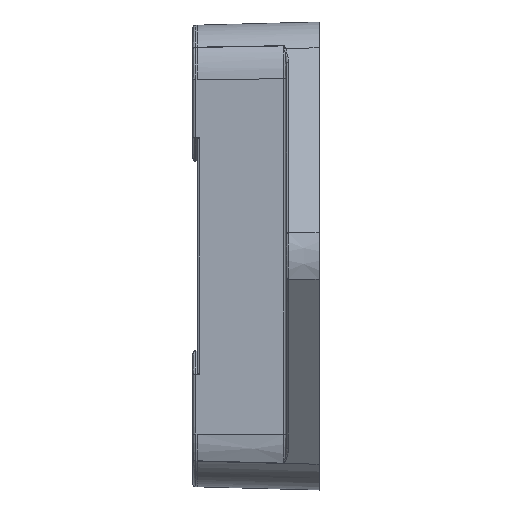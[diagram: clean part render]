
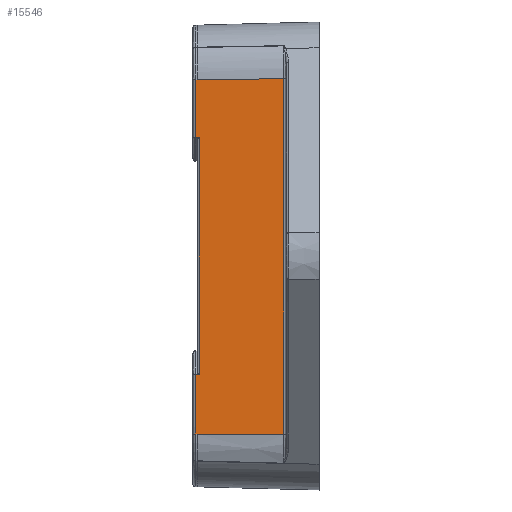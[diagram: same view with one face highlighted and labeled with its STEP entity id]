
A CAD part, left-side view. The second image highlights one B-rep face of the part: STEP entity #15546.
In plain terms, the highlighted planar face has unit normal (-1, 0.026, 0).
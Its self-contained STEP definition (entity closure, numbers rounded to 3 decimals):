
#550 = LINE ( 'NONE', #20082, #17427 ) ;
#944 = CARTESIAN_POINT ( 'NONE',  ( -26.995, 15.008, -21.594 ) ) ;
#982 = CARTESIAN_POINT ( 'NONE',  ( -27.005, 14.605, 14.329 ) ) ;
#1156 = VERTEX_POINT ( 'NONE', #11631 ) ;
#1333 = CARTESIAN_POINT ( 'NONE',  ( -26.996, 14.939, -14.333 ) ) ;
#1513 = DIRECTION ( 'NONE',  ( -0.026, -1., 0. ) ) ;
#1516 = EDGE_CURVE ( 'NONE', #16667, #1156, #7793, .T. ) ;
#1546 = DIRECTION ( 'NONE',  ( 0., 0., -1. ) ) ;
#1696 = CARTESIAN_POINT ( 'NONE',  ( -27.092, 11.297, -21.594 ) ) ;
#1935 = CARTESIAN_POINT ( 'NONE',  ( -27., 14.8, 21.41 ) ) ;
#2007 = DIRECTION ( 'NONE',  ( -0.026, -1., 0. ) ) ;
#2601 = AXIS2_PLACEMENT_3D ( 'NONE', #17462, #5972, #20625 ) ;
#3283 = ORIENTED_EDGE ( 'NONE', *, *, #14455, .F. ) ;
#3369 = CARTESIAN_POINT ( 'NONE',  ( -27.275, 4.292, -21.607 ) ) ;
#3646 = ORIENTED_EDGE ( 'NONE', *, *, #17746, .T. ) ;
#4084 = CARTESIAN_POINT ( 'NONE',  ( -27.003, 14.703, 14.33 ) ) ;
#4747 = LINE ( 'NONE', #7236, #21124 ) ;
#5022 = CARTESIAN_POINT ( 'NONE',  ( -27.275, 4.292, 21.501 ) ) ;
#5049 = EDGE_CURVE ( 'NONE', #20927, #13343, #550, .T. ) ;
#5763 = ORIENTED_EDGE ( 'NONE', *, *, #1516, .T. ) ;
#5925 = CARTESIAN_POINT ( 'NONE',  ( -26.998, 14.869, 14.332 ) ) ;
#5972 = DIRECTION ( 'NONE',  ( -1., 0.026, 0. ) ) ;
#6579 = CARTESIAN_POINT ( 'NONE',  ( -27.008, 14.508, 0. ) ) ;
#6598 = CARTESIAN_POINT ( 'NONE',  ( -27., 14.8, -21.594 ) ) ;
#6607 = VERTEX_POINT ( 'NONE', #1935 ) ;
#6644 = VECTOR ( 'NONE', #2007, 1000. ) ;
#6708 = LINE ( 'NONE', #11304, #15107 ) ;
#6814 = ORIENTED_EDGE ( 'NONE', *, *, #5049, .T. ) ;
#7236 = CARTESIAN_POINT ( 'NONE',  ( -26.995, 15.008, -21.594 ) ) ;
#7286 = EDGE_LOOP ( 'NONE', ( #15165, #6814, #9636, #20320, #3283, #3646, #8933, #5763, #10529, #8089 ) ) ;
#7793 = B_SPLINE_CURVE_WITH_KNOTS ( 'NONE', 3,
 ( #6598, #1696, #17880, #3369 ),
 .UNSPECIFIED., .F., .F.,
 ( 4, 4 ),
 ( 0., 0.011 ),
 .UNSPECIFIED. ) ;
#7953 = VECTOR ( 'NONE', #1546, 1000. ) ;
#8050 = CARTESIAN_POINT ( 'NONE',  ( -27., 14.8, -21.594 ) ) ;
#8089 = ORIENTED_EDGE ( 'NONE', *, *, #10733, .T. ) ;
#8650 = VERTEX_POINT ( 'NONE', #19740 ) ;
#8933 = ORIENTED_EDGE ( 'NONE', *, *, #10110, .T. ) ;
#9056 = CARTESIAN_POINT ( 'NONE',  ( -27., 14.8, 14.331 ) ) ;
#9264 = PLANE ( 'NONE',  #2601 ) ;
#9444 = CARTESIAN_POINT ( 'NONE',  ( -26.996, 14.939, 14.333 ) ) ;
#9636 = ORIENTED_EDGE ( 'NONE', *, *, #10471, .T. ) ;
#9695 = CARTESIAN_POINT ( 'NONE',  ( -27., 14.8, -14.331 ) ) ;
#10022 = VERTEX_POINT ( 'NONE', #16436 ) ;
#10110 = EDGE_CURVE ( 'NONE', #17823, #16667, #20537, .T. ) ;
#10283 = B_SPLINE_CURVE_WITH_KNOTS ( 'NONE', 3,
 ( #15937, #9444, #5925, #9056, #4084, #982, #20494 ),
 .UNSPECIFIED., .F., .F.,
 ( 4, 3, 4 ),
 ( 0., 0.001, 0.001 ),
 .UNSPECIFIED. ) ;
#10429 = DIRECTION ( 'NONE',  ( 0., 0., -1. ) ) ;
#10471 = EDGE_CURVE ( 'NONE', #13343, #20130, #10283, .T. ) ;
#10529 = ORIENTED_EDGE ( 'NONE', *, *, #16374, .T. ) ;
#10733 = EDGE_CURVE ( 'NONE', #8650, #6607, #6708, .T. ) ;
#10767 = CARTESIAN_POINT ( 'NONE',  ( -27., 14.8, -21.594 ) ) ;
#11061 = CARTESIAN_POINT ( 'NONE',  ( -26.995, 15.008, -14.334 ) ) ;
#11154 = EDGE_CURVE ( 'NONE', #20130, #10022, #19962, .T. ) ;
#11304 = CARTESIAN_POINT ( 'NONE',  ( -26.995, 14.98, 21.408 ) ) ;
#11631 = CARTESIAN_POINT ( 'NONE',  ( -27.275, 4.292, -21.607 ) ) ;
#12496 = CARTESIAN_POINT ( 'NONE',  ( -26.995, 15.008, 14.334 ) ) ;
#12675 = CARTESIAN_POINT ( 'NONE',  ( -27.003, 14.703, -14.33 ) ) ;
#12822 = CARTESIAN_POINT ( 'NONE',  ( -27.008, 14.508, -14.328 ) ) ;
#13343 = VERTEX_POINT ( 'NONE', #12496 ) ;
#13422 = EDGE_CURVE ( 'NONE', #20927, #6607, #15270, .T. ) ;
#13680 = VERTEX_POINT ( 'NONE', #20527 ) ;
#14455 = EDGE_CURVE ( 'NONE', #13680, #10022, #15294, .T. ) ;
#14860 = CARTESIAN_POINT ( 'NONE',  ( -27., 14.8, 21.41 ) ) ;
#15107 = VECTOR ( 'NONE', #19437, 1000. ) ;
#15165 = ORIENTED_EDGE ( 'NONE', *, *, #13422, .F. ) ;
#15270 = LINE ( 'NONE', #14860, #6644 ) ;
#15294 = B_SPLINE_CURVE_WITH_KNOTS ( 'NONE', 3,
 ( #11061, #1333, #16252, #9695, #12675, #16040, #12822 ),
 .UNSPECIFIED., .F., .F.,
 ( 4, 3, 4 ),
 ( 0., 0.001, 0.001 ),
 .UNSPECIFIED. ) ;
#15422 = CARTESIAN_POINT ( 'NONE',  ( -27.008, 14.508, 14.328 ) ) ;
#15546 = ADVANCED_FACE ( 'NONE', ( #19751 ), #9264, .T. ) ;
#15937 = CARTESIAN_POINT ( 'NONE',  ( -26.995, 15.008, 14.334 ) ) ;
#16040 = CARTESIAN_POINT ( 'NONE',  ( -27.005, 14.605, -14.329 ) ) ;
#16161 = VECTOR ( 'NONE', #1513, 1000. ) ;
#16252 = CARTESIAN_POINT ( 'NONE',  ( -26.998, 14.869, -14.332 ) ) ;
#16374 = EDGE_CURVE ( 'NONE', #1156, #8650, #18365, .T. ) ;
#16436 = CARTESIAN_POINT ( 'NONE',  ( -27.008, 14.508, -14.328 ) ) ;
#16667 = VERTEX_POINT ( 'NONE', #10767 ) ;
#17387 = CARTESIAN_POINT ( 'NONE',  ( -26.995, 15.008, 21.41 ) ) ;
#17427 = VECTOR ( 'NONE', #10429, 1000. ) ;
#17462 = CARTESIAN_POINT ( 'NONE',  ( -27., 14.8, 0. ) ) ;
#17746 = EDGE_CURVE ( 'NONE', #13680, #17823, #4747, .T. ) ;
#17823 = VERTEX_POINT ( 'NONE', #944 ) ;
#17880 = CARTESIAN_POINT ( 'NONE',  ( -27.183, 7.795, -21.599 ) ) ;
#17955 = DIRECTION ( 'NONE',  ( 0., 0., 1. ) ) ;
#18365 = LINE ( 'NONE', #5022, #18623 ) ;
#18623 = VECTOR ( 'NONE', #17955, 1000. ) ;
#18880 = DIRECTION ( 'NONE',  ( 0., 0., -1. ) ) ;
#19437 = DIRECTION ( 'NONE',  ( 0.026, 1., -0.008 ) ) ;
#19740 = CARTESIAN_POINT ( 'NONE',  ( -27.275, 4.292, 21.498 ) ) ;
#19751 = FACE_OUTER_BOUND ( 'NONE', #7286, .T. ) ;
#19962 = LINE ( 'NONE', #6579, #7953 ) ;
#20082 = CARTESIAN_POINT ( 'NONE',  ( -26.995, 15.008, 14.337 ) ) ;
#20130 = VERTEX_POINT ( 'NONE', #15422 ) ;
#20320 = ORIENTED_EDGE ( 'NONE', *, *, #11154, .T. ) ;
#20494 = CARTESIAN_POINT ( 'NONE',  ( -27.008, 14.508, 14.328 ) ) ;
#20527 = CARTESIAN_POINT ( 'NONE',  ( -26.995, 15.008, -14.334 ) ) ;
#20537 = LINE ( 'NONE', #8050, #16161 ) ;
#20625 = DIRECTION ( 'NONE',  ( -0.026, -1., 0. ) ) ;
#20927 = VERTEX_POINT ( 'NONE', #17387 ) ;
#21124 = VECTOR ( 'NONE', #18880, 1000. ) ;
